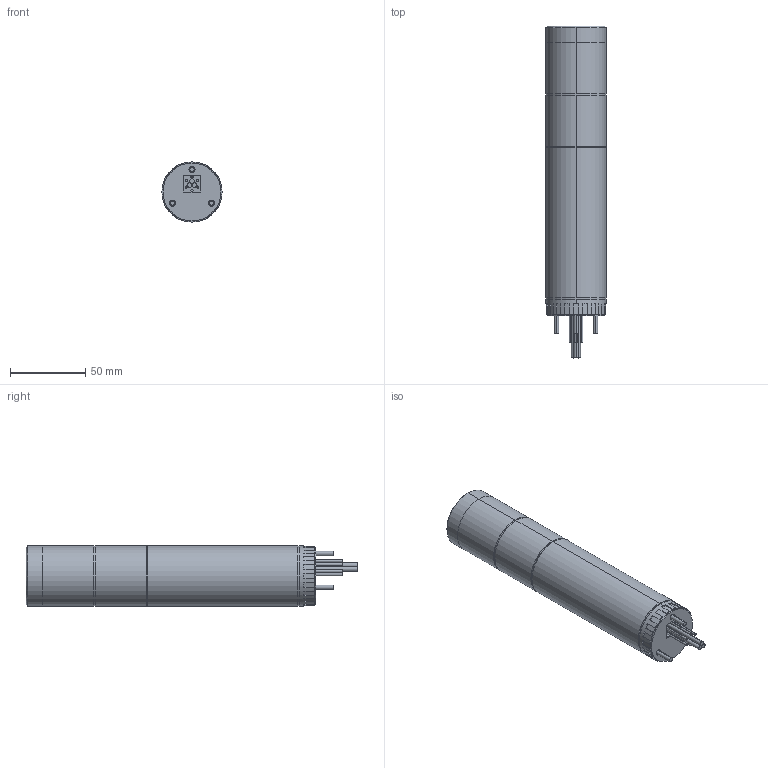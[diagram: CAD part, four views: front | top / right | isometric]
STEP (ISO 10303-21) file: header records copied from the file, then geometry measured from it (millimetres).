
FILE_DESCRIPTION (( 'STEP AP214' ), '1' );
FILE_NAME ('LCE-2M2W-RG.step', '2016-10-25T14:43:28', ( '' ), ( '' ), 'SwSTEP 2.0', 'SolidWorks 2016', '' );
FILE_SCHEMA (( 'AUTOMOTIVE_DESIGN' ));
Length unit declared in the file: millimetre
Products named in the file (1): LCE-2M2W-RG
Bounding box: 40 x 221 x 40 mm (x, y, z)
Volume: 241786.4 mm3; surface area: 48959 mm2
Topology: 22 solids, 22 shells, 206 faces, 476 edges, 316 vertices
Faces by surface type: plane 150, cylinder 52, cone 2, torus 2
Entity records: 6105 total; most frequent: DIRECTION 1040, CARTESIAN_POINT 999, ORIENTED_EDGE 952, EDGE_CURVE 476, AXIS2_PLACEMENT_3D 357, VECTOR 326, LINE 326, VERTEX_POINT 316
